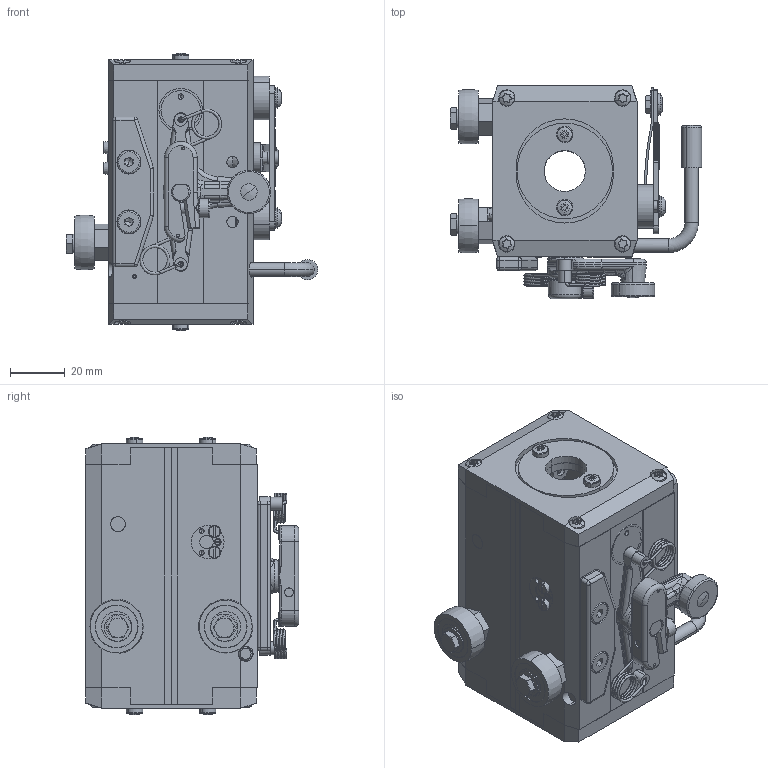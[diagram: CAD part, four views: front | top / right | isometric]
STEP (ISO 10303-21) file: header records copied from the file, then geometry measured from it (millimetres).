
FILE_DESCRIPTION (( 'STEP AP214' ), '1' );
FILE_NAME ('RG3-15-2MCRF Drehrichtung rechts.STEP', '2019-10-17T10:53:18', ( '' ), ( '' ), 'SwSTEP 2.0', 'SolidWorks 2019', '' );
FILE_SCHEMA (( 'AUTOMOTIVE_DESIGN' ));
Length unit declared in the file: millimetre
Products named in the file (1): RG3-15-2MCRF Drehrichtung rechts
Bounding box: 92.15 x 78.3 x 101.74 mm (x, y, z)
Volume: 149952 mm3; surface area: 110299.8 mm2
Topology: 83 solids, 83 shells, 3377 faces, 8722 edges, 5559 vertices
Faces by surface type: plane 1278, cylinder 1277, cone 278, bspline 277, sphere 135, torus 132
Entity records: 154884 total; most frequent: CARTESIAN_POINT 35039, ORIENTED_EDGE 17176, DIRECTION 17010, EDGE_CURVE 8588, AXIS2_PLACEMENT_3D 6419, VERTEX_POINT 5517, VECTOR 4172, LINE 4172
